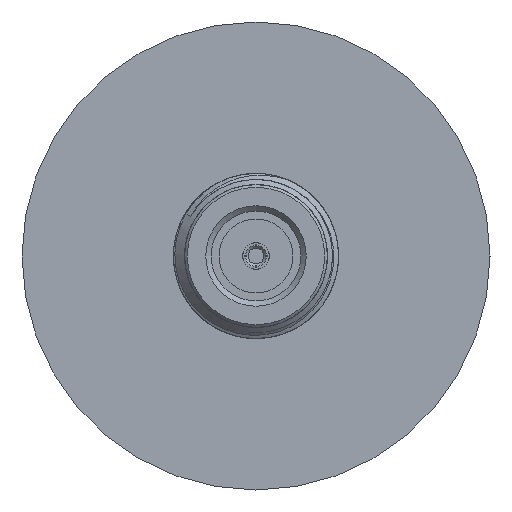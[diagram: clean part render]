
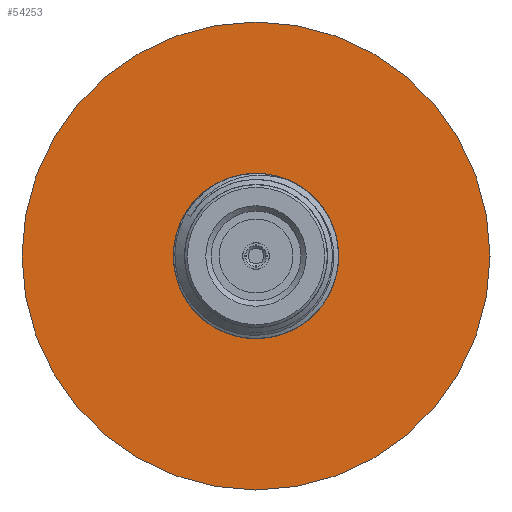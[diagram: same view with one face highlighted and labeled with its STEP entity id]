
A CAD part, left-side view. The second image highlights one B-rep face of the part: STEP entity #54253.
In plain terms, the highlighted planar face has unit normal (-1, 0, 0).
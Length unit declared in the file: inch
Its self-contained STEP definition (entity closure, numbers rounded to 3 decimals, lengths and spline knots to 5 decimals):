
#4242 = CIRCLE ( 'NONE', #71277, 0.8858 ) ;
#8212 = CIRCLE ( 'NONE', #56141, 0.2925 ) ;
#8395 = DIRECTION ( 'NONE',  ( 0., -1., 0. ) ) ;
#10938 = EDGE_LOOP ( 'NONE', ( #48927 ) ) ;
#15211 = CARTESIAN_POINT ( 'NONE',  ( 0., -0.2925, 0. ) ) ;
#21774 = EDGE_LOOP ( 'NONE', ( #46814 ) ) ;
#23949 = EDGE_CURVE ( 'NONE', #52295, #52295, #4242, .T. ) ;
#25894 = CARTESIAN_POINT ( 'NONE',  ( 0., 0., 0. ) ) ;
#29103 = CARTESIAN_POINT ( 'NONE',  ( 0., 0., 0. ) ) ;
#32135 = EDGE_CURVE ( 'NONE', #87143, #87143, #8212, .T. ) ;
#40746 = CARTESIAN_POINT ( 'NONE',  ( 0., -0.8858, 0. ) ) ;
#43207 = DIRECTION ( 'NONE',  ( 0., -1., 0. ) ) ;
#43818 = FACE_BOUND ( 'NONE', #21774, .T. ) ;
#46814 = ORIENTED_EDGE ( 'NONE', *, *, #32135, .F. ) ;
#48927 = ORIENTED_EDGE ( 'NONE', *, *, #23949, .T. ) ;
#52295 = VERTEX_POINT ( 'NONE', #40746 ) ;
#52987 = DIRECTION ( 'NONE',  ( 0., -1., 0. ) ) ;
#54253 = ADVANCED_FACE ( 'NONE', ( #72172, #43818 ), #73700, .T. ) ;
#56141 = AXIS2_PLACEMENT_3D ( 'NONE', #84950, #71239, #43207 ) ;
#67324 = DIRECTION ( 'NONE',  ( -1., 0., 0. ) ) ;
#71239 = DIRECTION ( 'NONE',  ( -1., 0., 0. ) ) ;
#71277 = AXIS2_PLACEMENT_3D ( 'NONE', #29103, #77786, #8395 ) ;
#72172 = FACE_OUTER_BOUND ( 'NONE', #10938, .T. ) ;
#73700 = PLANE ( 'NONE',  #87974 ) ;
#77786 = DIRECTION ( 'NONE',  ( -1., 0., 0. ) ) ;
#84950 = CARTESIAN_POINT ( 'NONE',  ( 0., 0., 0. ) ) ;
#87143 = VERTEX_POINT ( 'NONE', #15211 ) ;
#87974 = AXIS2_PLACEMENT_3D ( 'NONE', #25894, #67324, #52987 ) ;
